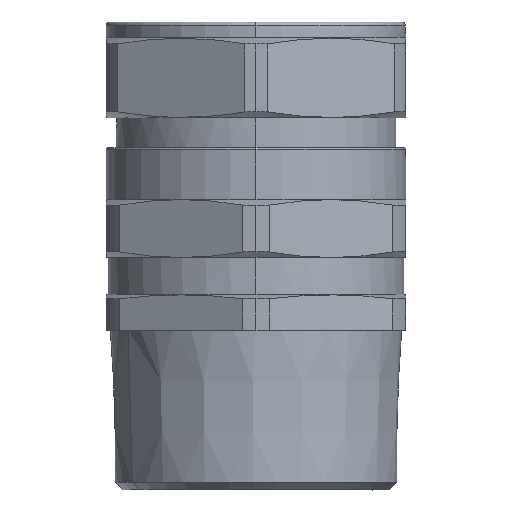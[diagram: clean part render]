
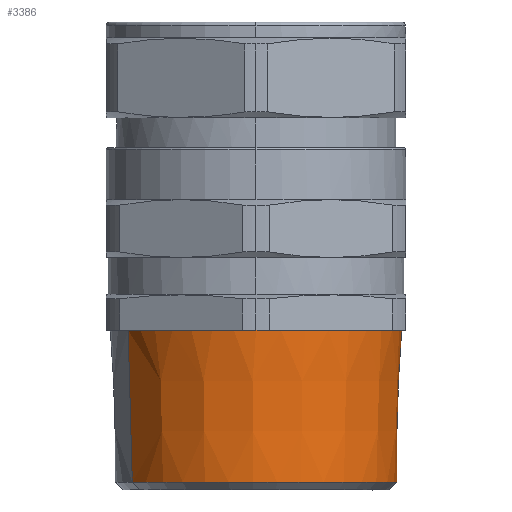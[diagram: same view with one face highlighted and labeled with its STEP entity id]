
A CAD part, front view. The second image highlights one B-rep face of the part: STEP entity #3386.
In plain terms, the highlighted conical face has half-angle 1.78 degrees and reference radius 35.257 mm.
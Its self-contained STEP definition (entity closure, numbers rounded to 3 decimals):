
#3233=AXIS2_PLACEMENT_3D('Circle Axis2P3D',#3231,#3232,$) ;
#3240=AXIS2_PLACEMENT_3D('Circle Axis2P3D',#3238,#3239,$) ;
#3372=AXIS2_PLACEMENT_3D('Cone Axis2P3D',#3369,#3370,#3371) ;
#3376=AXIS2_PLACEMENT_3D('Circle Axis2P3D',#3374,#3375,$) ;
#3226=CARTESIAN_POINT('Vertex',(5.468,24.251,40.)) ;
#3231=CARTESIAN_POINT('Axis2P3D Location',(37.5,41.75,40.)) ;
#3235=CARTESIAN_POINT('Vertex',(37.5,5.25,40.)) ;
#3238=CARTESIAN_POINT('Axis2P3D Location',(37.5,41.75,40.)) ;
#3242=CARTESIAN_POINT('Vertex',(69.532,59.249,40.)) ;
#3334=CARTESIAN_POINT('Line Origine',(-13607.645,-7412.627,499191.478)) ;
#3338=CARTESIAN_POINT('Vertex',(6.505,24.817,1.999)) ;
#3341=CARTESIAN_POINT('Line Origine',(13682.645,7496.127,499191.478)) ;
#3345=CARTESIAN_POINT('Vertex',(68.495,58.683,1.999)) ;
#3369=CARTESIAN_POINT('Axis2P3D Location',(37.5,41.75,0.)) ;
#3374=CARTESIAN_POINT('Axis2P3D Location',(37.5,41.75,1.999)) ;
#3232=DIRECTION('Axis2P3D Direction',(0.,0.,-1.)) ;
#3239=DIRECTION('Axis2P3D Direction',(0.,0.,-1.)) ;
#3335=DIRECTION('Vector Direction',(-0.027,-0.015,1.)) ;
#3342=DIRECTION('Vector Direction',(0.027,0.015,1.)) ;
#3370=DIRECTION('Axis2P3D Direction',(0.,0.,1.)) ;
#3371=DIRECTION('Axis2P3D XDirection',(-0.878,-0.479,0.)) ;
#3375=DIRECTION('Axis2P3D Direction',(0.,0.,1.)) ;
#3336=VECTOR('Line Direction',#3335,1.) ;
#3343=VECTOR('Line Direction',#3342,1.) ;
#3380=ORIENTED_EDGE('',*,*,#3347,.T.) ;
#3381=ORIENTED_EDGE('',*,*,#3244,.T.) ;
#3382=ORIENTED_EDGE('',*,*,#3237,.T.) ;
#3383=ORIENTED_EDGE('',*,*,#3340,.F.) ;
#3384=ORIENTED_EDGE('',*,*,#3378,.T.) ;
#3386=ADVANCED_FACE('PartBody',(#3385),#3373,.T.) ;
#3234=CIRCLE('generated circle',#3233,36.5) ;
#3241=CIRCLE('generated circle',#3240,36.5) ;
#3377=CIRCLE('generated circle',#3376,35.319) ;
#3373=CONICAL_SURFACE('Cone',#3372,35.257,0.031) ;
#3237=EDGE_CURVE('',#3236,#3227,#3234,.T.) ;
#3244=EDGE_CURVE('',#3243,#3236,#3241,.T.) ;
#3340=EDGE_CURVE('',#3339,#3227,#3337,.T.) ;
#3347=EDGE_CURVE('',#3346,#3243,#3344,.T.) ;
#3378=EDGE_CURVE('',#3339,#3346,#3377,.T.) ;
#3379=EDGE_LOOP('',(#3380,#3381,#3382,#3383,#3384)) ;
#3385=FACE_OUTER_BOUND('',#3379,.T.) ;
#3337=LINE('Line',#3334,#3336) ;
#3344=LINE('Line',#3341,#3343) ;
#3227=VERTEX_POINT('',#3226) ;
#3236=VERTEX_POINT('',#3235) ;
#3243=VERTEX_POINT('',#3242) ;
#3339=VERTEX_POINT('',#3338) ;
#3346=VERTEX_POINT('',#3345) ;
